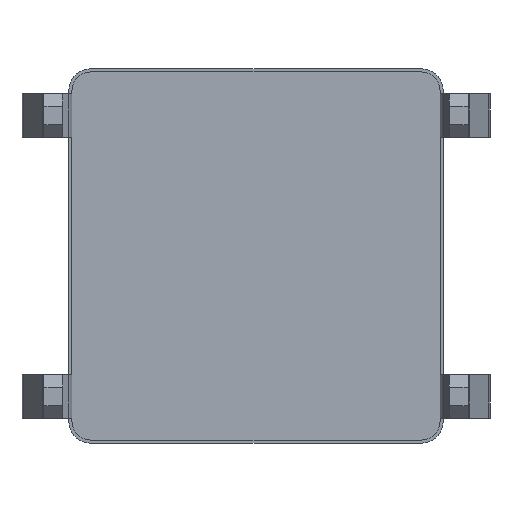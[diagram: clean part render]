
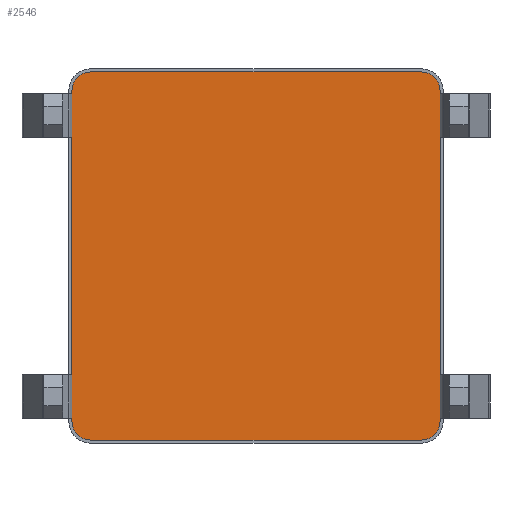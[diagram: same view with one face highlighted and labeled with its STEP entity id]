
A CAD part, front view. The second image highlights one B-rep face of the part: STEP entity #2546.
In plain terms, the highlighted planar face has unit normal (0, -1, 0).
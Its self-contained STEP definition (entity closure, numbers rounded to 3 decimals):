
#79 = CARTESIAN_POINT ( 'NONE',  ( -2.95, 0., 1.9 ) ) ;
#80 = DIRECTION ( 'NONE',  ( 0., 0., 1. ) ) ;
#81 = VECTOR ( 'NONE', #80, 1000. ) ;
#82 = CARTESIAN_POINT ( 'NONE',  ( -2.95, 0., 2.65 ) ) ;
#83 = LINE ( 'NONE', #82, #81 ) ;
#126 = CARTESIAN_POINT ( 'NONE',  ( -2.95, 0., 2.6 ) ) ;
#152 = CARTESIAN_POINT ( 'NONE',  ( -2.95, 0., 2.65 ) ) ;
#153 = DIRECTION ( 'NONE',  ( 0., 0., 1. ) ) ;
#154 = VECTOR ( 'NONE', #153, 1000. ) ;
#155 = CARTESIAN_POINT ( 'NONE',  ( -2.95, 0., 2.65 ) ) ;
#156 = LINE ( 'NONE', #155, #154 ) ;
#457 = CARTESIAN_POINT ( 'NONE',  ( -2.95, 0., -1.9 ) ) ;
#1056 = CARTESIAN_POINT ( 'NONE',  ( -2.95, 0., -2.6 ) ) ;
#1057 = DIRECTION ( 'NONE',  ( 0., 0., 1. ) ) ;
#1058 = VECTOR ( 'NONE', #1057, 1000. ) ;
#1059 = CARTESIAN_POINT ( 'NONE',  ( -2.95, 0., 2.65 ) ) ;
#1060 = LINE ( 'NONE', #1059, #1058 ) ;
#1117 = CARTESIAN_POINT ( 'NONE',  ( 2.95, 0., 2.65 ) ) ;
#1122 = DIRECTION ( 'NONE',  ( -1., 0., 0. ) ) ;
#1123 = VECTOR ( 'NONE', #1122, 1000. ) ;
#1124 = CARTESIAN_POINT ( 'NONE',  ( -2.65, 0., -2.95 ) ) ;
#1125 = LINE ( 'NONE', #1124, #1123 ) ;
#1126 = CARTESIAN_POINT ( 'NONE',  ( 2.95, 0., -2.6 ) ) ;
#1160 = DIRECTION ( 'NONE',  ( 0., 0., 1. ) ) ;
#1161 = VECTOR ( 'NONE', #1160, 1000. ) ;
#1162 = CARTESIAN_POINT ( 'NONE',  ( -2.95, 0., 2.65 ) ) ;
#1163 = LINE ( 'NONE', #1162, #1161 ) ;
#1164 = DIRECTION ( 'NONE',  ( 0., 0., 1. ) ) ;
#1165 = VECTOR ( 'NONE', #1164, 1000. ) ;
#1166 = CARTESIAN_POINT ( 'NONE',  ( -2.95, 0., 2.65 ) ) ;
#1167 = LINE ( 'NONE', #1166, #1165 ) ;
#1197 = DIRECTION ( 'NONE',  ( 0., 0., -1. ) ) ;
#1198 = DIRECTION ( 'NONE',  ( 0., 1., 0. ) ) ;
#1199 = CARTESIAN_POINT ( 'NONE',  ( -2.65, 0., 2.65 ) ) ;
#1200 = AXIS2_PLACEMENT_3D ( 'NONE', #1199, #1198, #1197 ) ;
#1205 = CIRCLE ( 'NONE', #1200, 0.3 ) ;
#2363 = VERTEX_POINT ( 'NONE', #4069 ) ;
#2387 = VERTEX_POINT ( 'NONE', #4029 ) ;
#2389 = EDGE_CURVE ( 'NONE', #2387, #2363, #4027, .T. ) ;
#2393 = EDGE_CURVE ( 'NONE', #2394, #2395, #3919, .T. ) ;
#2394 = VERTEX_POINT ( 'NONE', #3910 ) ;
#2395 = VERTEX_POINT ( 'NONE', #3909 ) ;
#2480 = EDGE_CURVE ( 'NONE', #2496, #2654, #4250, .T. ) ;
#2485 = VERTEX_POINT ( 'NONE', #4240 ) ;
#2495 = EDGE_CURVE ( 'NONE', #2485, #2496, #4291, .T. ) ;
#2496 = VERTEX_POINT ( 'NONE', #4287 ) ;
#2526 = EDGE_CURVE ( 'NONE', #2654, #2527, #4498, .T. ) ;
#2527 = VERTEX_POINT ( 'NONE', #4494 ) ;
#2529 = EDGE_CURVE ( 'NONE', #2641, #2530, #4493, .T. ) ;
#2530 = VERTEX_POINT ( 'NONE', #4489 ) ;
#2540 = EDGE_CURVE ( 'NONE', #2530, #2541, #4474, .T. ) ;
#2541 = VERTEX_POINT ( 'NONE', #4469 ) ;
#2546 = ADVANCED_FACE ( 'NONE', ( #4463 ), #4447, .T. ) ;
#2547 = ORIENTED_EDGE ( 'NONE', *, *, #2393, .F. ) ;
#2548 = ORIENTED_EDGE ( 'NONE', *, *, #2645, .F. ) ;
#2549 = ORIENTED_EDGE ( 'NONE', *, *, #2540, .F. ) ;
#2550 = ORIENTED_EDGE ( 'NONE', *, *, #2529, .F. ) ;
#2551 = ORIENTED_EDGE ( 'NONE', *, *, #2552, .F. ) ;
#2552 = EDGE_CURVE ( 'NONE', #2363, #2641, #4442, .T. ) ;
#2553 = ORIENTED_EDGE ( 'NONE', *, *, #2389, .F. ) ;
#2554 = ORIENTED_EDGE ( 'NONE', *, *, #2555, .F. ) ;
#2555 = EDGE_CURVE ( 'NONE', #2527, #2387, #4438, .T. ) ;
#2598 = ORIENTED_EDGE ( 'NONE', *, *, #2679, .F. ) ;
#2599 = ORIENTED_EDGE ( 'NONE', *, *, #2600, .F. ) ;
#2600 = EDGE_CURVE ( 'NONE', #2702, #2694, #1167, .T. ) ;
#2601 = ORIENTED_EDGE ( 'NONE', *, *, #2701, .F. ) ;
#2602 = ORIENTED_EDGE ( 'NONE', *, *, #2603, .F. ) ;
#2603 = EDGE_CURVE ( 'NONE', #2612, #2904, #1163, .T. ) ;
#2604 = ORIENTED_EDGE ( 'NONE', *, *, #2611, .F. ) ;
#2611 = EDGE_CURVE ( 'NONE', #2395, #2612, #1060, .T. ) ;
#2612 = VERTEX_POINT ( 'NONE', #1056 ) ;
#2618 = EDGE_CURVE ( 'NONE', #2680, #2485, #1205, .T. ) ;
#2641 = VERTEX_POINT ( 'NONE', #1126 ) ;
#2645 = EDGE_CURVE ( 'NONE', #2541, #2394, #1125, .T. ) ;
#2649 = EDGE_LOOP ( 'NONE', ( #2547, #2548, #2549, #2550, #2551, #2553, #2554, #2650, #2651, #2652, #2653, #2598, #2599, #2601, #2602, #2604 ) ) ;
#2650 = ORIENTED_EDGE ( 'NONE', *, *, #2526, .F. ) ;
#2651 = ORIENTED_EDGE ( 'NONE', *, *, #2480, .F. ) ;
#2652 = ORIENTED_EDGE ( 'NONE', *, *, #2495, .F. ) ;
#2653 = ORIENTED_EDGE ( 'NONE', *, *, #2618, .F. ) ;
#2654 = VERTEX_POINT ( 'NONE', #1117 ) ;
#2679 = EDGE_CURVE ( 'NONE', #2694, #2680, #156, .T. ) ;
#2680 = VERTEX_POINT ( 'NONE', #152 ) ;
#2694 = VERTEX_POINT ( 'NONE', #126 ) ;
#2701 = EDGE_CURVE ( 'NONE', #2904, #2702, #83, .T. ) ;
#2702 = VERTEX_POINT ( 'NONE', #79 ) ;
#2904 = VERTEX_POINT ( 'NONE', #457 ) ;
#3909 = CARTESIAN_POINT ( 'NONE',  ( -2.95, 0., -2.65 ) ) ;
#3910 = CARTESIAN_POINT ( 'NONE',  ( -2.65, 0., -2.95 ) ) ;
#3911 = DIRECTION ( 'NONE',  ( 0., 0., -1. ) ) ;
#3912 = DIRECTION ( 'NONE',  ( 0., 1., 0. ) ) ;
#3913 = CARTESIAN_POINT ( 'NONE',  ( -2.65, 0., -2.65 ) ) ;
#3914 = AXIS2_PLACEMENT_3D ( 'NONE', #3913, #3912, #3911 ) ;
#3919 = CIRCLE ( 'NONE', #3914, 0.3 ) ;
#4024 = DIRECTION ( 'NONE',  ( 0., 0., -1. ) ) ;
#4025 = VECTOR ( 'NONE', #4024, 1000. ) ;
#4026 = CARTESIAN_POINT ( 'NONE',  ( 2.95, 0., 2.65 ) ) ;
#4027 = LINE ( 'NONE', #4026, #4025 ) ;
#4029 = CARTESIAN_POINT ( 'NONE',  ( 2.95, 0., 1.9 ) ) ;
#4069 = CARTESIAN_POINT ( 'NONE',  ( 2.95, 0., -1.9 ) ) ;
#4240 = CARTESIAN_POINT ( 'NONE',  ( -2.65, 0., 2.95 ) ) ;
#4246 = DIRECTION ( 'NONE',  ( 0., 0., 1. ) ) ;
#4247 = DIRECTION ( 'NONE',  ( 0., 1., 0. ) ) ;
#4248 = CARTESIAN_POINT ( 'NONE',  ( 2.65, 0., 2.65 ) ) ;
#4249 = AXIS2_PLACEMENT_3D ( 'NONE', #4248, #4247, #4246 ) ;
#4250 = CIRCLE ( 'NONE', #4249, 0.3 ) ;
#4287 = CARTESIAN_POINT ( 'NONE',  ( 2.65, 0., 2.95 ) ) ;
#4288 = DIRECTION ( 'NONE',  ( 1., 0., 0. ) ) ;
#4289 = VECTOR ( 'NONE', #4288, 1000. ) ;
#4290 = CARTESIAN_POINT ( 'NONE',  ( -2.65, 0., 2.95 ) ) ;
#4291 = LINE ( 'NONE', #4290, #4289 ) ;
#4435 = DIRECTION ( 'NONE',  ( 0., 0., -1. ) ) ;
#4436 = VECTOR ( 'NONE', #4435, 1000. ) ;
#4437 = CARTESIAN_POINT ( 'NONE',  ( 2.95, 0., 2.65 ) ) ;
#4438 = LINE ( 'NONE', #4437, #4436 ) ;
#4439 = DIRECTION ( 'NONE',  ( 0., 0., -1. ) ) ;
#4440 = VECTOR ( 'NONE', #4439, 1000. ) ;
#4441 = CARTESIAN_POINT ( 'NONE',  ( 2.95, 0., 2.65 ) ) ;
#4442 = LINE ( 'NONE', #4441, #4440 ) ;
#4443 = DIRECTION ( 'NONE',  ( 0., 0., -1. ) ) ;
#4444 = DIRECTION ( 'NONE',  ( 0., -1., 0. ) ) ;
#4445 = CARTESIAN_POINT ( 'NONE',  ( -2.65, 0., -2.65 ) ) ;
#4446 = AXIS2_PLACEMENT_3D ( 'NONE', #4445, #4444, #4443 ) ;
#4447 = PLANE ( 'NONE',  #4446 ) ;
#4463 = FACE_OUTER_BOUND ( 'NONE', #2649, .T. ) ;
#4469 = CARTESIAN_POINT ( 'NONE',  ( 2.65, 0., -2.95 ) ) ;
#4470 = DIRECTION ( 'NONE',  ( 0., 0., -1. ) ) ;
#4471 = DIRECTION ( 'NONE',  ( 0., 1., 0. ) ) ;
#4472 = CARTESIAN_POINT ( 'NONE',  ( 2.65, 0., -2.65 ) ) ;
#4473 = AXIS2_PLACEMENT_3D ( 'NONE', #4472, #4471, #4470 ) ;
#4474 = CIRCLE ( 'NONE', #4473, 0.3 ) ;
#4489 = CARTESIAN_POINT ( 'NONE',  ( 2.95, 0., -2.65 ) ) ;
#4490 = DIRECTION ( 'NONE',  ( 0., 0., -1. ) ) ;
#4491 = VECTOR ( 'NONE', #4490, 1000. ) ;
#4492 = CARTESIAN_POINT ( 'NONE',  ( 2.95, 0., 2.65 ) ) ;
#4493 = LINE ( 'NONE', #4492, #4491 ) ;
#4494 = CARTESIAN_POINT ( 'NONE',  ( 2.95, 0., 2.6 ) ) ;
#4495 = DIRECTION ( 'NONE',  ( 0., 0., -1. ) ) ;
#4496 = VECTOR ( 'NONE', #4495, 1000. ) ;
#4497 = CARTESIAN_POINT ( 'NONE',  ( 2.95, 0., 2.65 ) ) ;
#4498 = LINE ( 'NONE', #4497, #4496 ) ;
